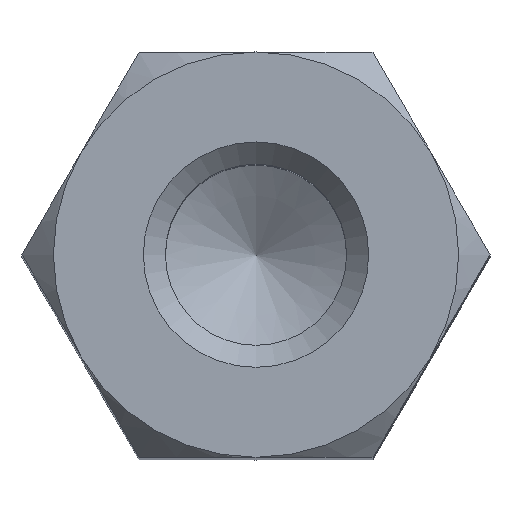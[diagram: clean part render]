
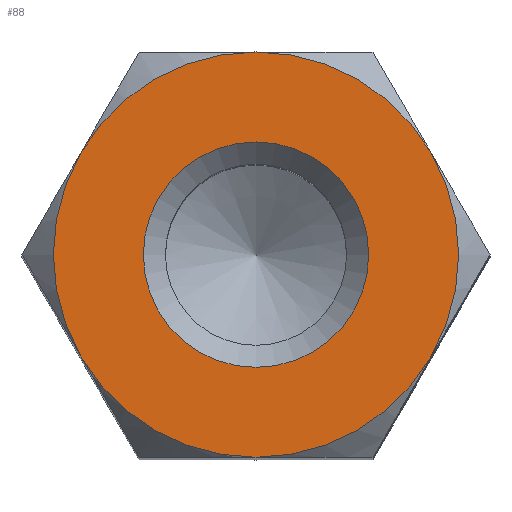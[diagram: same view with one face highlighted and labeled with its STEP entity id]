
A CAD part, top view. The second image highlights one B-rep face of the part: STEP entity #88.
In plain terms, the highlighted planar face has unit normal (0, 0, 1).
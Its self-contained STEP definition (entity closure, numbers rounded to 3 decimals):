
#88 = ADVANCED_FACE( '', ( #184, #185 ), #186, .F. );
#184 = FACE_BOUND( '', #285, .T. );
#185 = FACE_OUTER_BOUND( '', #286, .T. );
#186 = PLANE( '', #287 );
#285 = EDGE_LOOP( '', ( #459 ) );
#286 = EDGE_LOOP( '', ( #460, #461, #462, #463, #464, #465 ) );
#287 = AXIS2_PLACEMENT_3D( '', #466, #467, #468 );
#459 = ORIENTED_EDGE( '', *, *, #599, .T. );
#460 = ORIENTED_EDGE( '', *, *, #600, .T. );
#461 = ORIENTED_EDGE( '', *, *, #601, .T. );
#462 = ORIENTED_EDGE( '', *, *, #536, .T. );
#463 = ORIENTED_EDGE( '', *, *, #540, .T. );
#464 = ORIENTED_EDGE( '', *, *, #594, .T. );
#465 = ORIENTED_EDGE( '', *, *, #543, .T. );
#466 = CARTESIAN_POINT( '', ( 0., 0., 10.5 ) );
#467 = DIRECTION( '', ( 0., 0., -1. ) );
#468 = DIRECTION( '', ( -1., 0., 0. ) );
#536 = EDGE_CURVE( '', #618, #615, #619, .F. );
#540 = EDGE_CURVE( '', #615, #622, #625, .F. );
#543 = EDGE_CURVE( '', #628, #629, #630, .T. );
#594 = EDGE_CURVE( '', #622, #628, #702, .F. );
#599 = EDGE_CURVE( '', #706, #706, #707, .T. );
#600 = EDGE_CURVE( '', #629, #685, #708, .F. );
#601 = EDGE_CURVE( '', #685, #618, #709, .F. );
#615 = VERTEX_POINT( '', #725 );
#618 = VERTEX_POINT( '', #733 );
#619 = CIRCLE( '', #734, 2.75 );
#622 = VERTEX_POINT( '', #744 );
#625 = CIRCLE( '', #752, 2.75 );
#628 = VERTEX_POINT( '', #762 );
#629 = VERTEX_POINT( '', #763 );
#630 = CIRCLE( '', #764, 2.75 );
#685 = VERTEX_POINT( '', #898 );
#702 = CIRCLE( '', #956, 2.75 );
#706 = VERTEX_POINT( '', #967 );
#707 = CIRCLE( '', #968, 1.53 );
#708 = CIRCLE( '', #969, 2.75 );
#709 = CIRCLE( '', #970, 2.75 );
#725 = CARTESIAN_POINT( '', ( 2.382, -1.375, 10.5 ) );
#733 = CARTESIAN_POINT( '', ( 0., -2.75, 10.5 ) );
#734 = AXIS2_PLACEMENT_3D( '', #992, #993, #994 );
#744 = CARTESIAN_POINT( '', ( 2.382, 1.375, 10.5 ) );
#752 = AXIS2_PLACEMENT_3D( '', #995, #996, #997 );
#762 = CARTESIAN_POINT( '', ( 0., 2.75, 10.5 ) );
#763 = CARTESIAN_POINT( '', ( -2.382, 1.375, 10.5 ) );
#764 = AXIS2_PLACEMENT_3D( '', #998, #999, #1000 );
#898 = CARTESIAN_POINT( '', ( -2.382, -1.375, 10.5 ) );
#956 = AXIS2_PLACEMENT_3D( '', #1040, #1041, #1042 );
#967 = CARTESIAN_POINT( '', ( 0., 1.53, 10.5 ) );
#968 = AXIS2_PLACEMENT_3D( '', #1043, #1044, #1045 );
#969 = AXIS2_PLACEMENT_3D( '', #1046, #1047, #1048 );
#970 = AXIS2_PLACEMENT_3D( '', #1049, #1050, #1051 );
#992 = CARTESIAN_POINT( '', ( 0., 0., 10.5 ) );
#993 = DIRECTION( '', ( 0., 0., -1. ) );
#994 = DIRECTION( '', ( -1., 0., 0. ) );
#995 = CARTESIAN_POINT( '', ( 0., 0., 10.5 ) );
#996 = DIRECTION( '', ( 0., 0., -1. ) );
#997 = DIRECTION( '', ( -1., 0., 0. ) );
#998 = CARTESIAN_POINT( '', ( 0., 0., 10.5 ) );
#999 = DIRECTION( '', ( 0., 0., 1. ) );
#1000 = DIRECTION( '', ( 1., 0., 0. ) );
#1040 = CARTESIAN_POINT( '', ( 0., 0., 10.5 ) );
#1041 = DIRECTION( '', ( 0., 0., -1. ) );
#1042 = DIRECTION( '', ( -1., 0., 0. ) );
#1043 = CARTESIAN_POINT( '', ( 0., 0., 10.5 ) );
#1044 = DIRECTION( '', ( 0., 0., -1. ) );
#1045 = DIRECTION( '', ( 0., 1., 0. ) );
#1046 = CARTESIAN_POINT( '', ( 0., 0., 10.5 ) );
#1047 = DIRECTION( '', ( 0., 0., -1. ) );
#1048 = DIRECTION( '', ( -1., 0., 0. ) );
#1049 = CARTESIAN_POINT( '', ( 0., 0., 10.5 ) );
#1050 = DIRECTION( '', ( 0., 0., -1. ) );
#1051 = DIRECTION( '', ( -1., 0., 0. ) );
